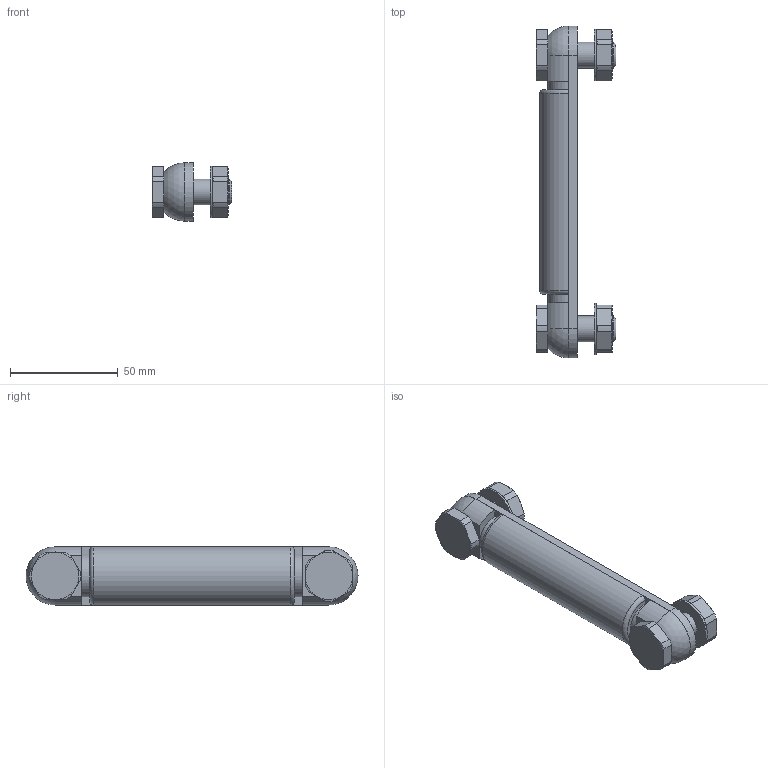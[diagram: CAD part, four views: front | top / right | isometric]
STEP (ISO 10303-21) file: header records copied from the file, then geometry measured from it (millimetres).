
FILE_DESCRIPTION( ( 'STEP AP214' ), '1' );
FILE_NAME( 'K0443.2127.stp', '2020-12-08T08:53:52', ( '' ), ( '' ), ' ', 'PARTsolutions', ' ' );
FILE_SCHEMA( ( 'AUTOMOTIVE_DESIGN { 1 0 10303 214 1 1 1 1 }' ) );
Length unit declared in the file: millimetre
Products named in the file (1): _K0443.2127
Bounding box: 37 x 154 x 27.02 mm (x, y, z)
Volume: 67239.7 mm3; surface area: 18380.3 mm2
Topology: 1 solids, 1 shells, 147 faces, 364 edges, 230 vertices
Faces by surface type: plane 62, cylinder 43, cone 38, torus 2, sphere 2
Full cylindrical faces by diameter (mm): 12 x4, 15.6 x2, 23.91 x2
Entity records: 5544 total; most frequent: CARTESIAN_POINT 940, DIRECTION 726, ORIENTED_EDGE 700, EDGE_CURVE 350, AXIS2_PLACEMENT_3D 300, VERTEX_POINT 226, EDGE_LOOP 168, FACE_OUTER_BOUND 155
